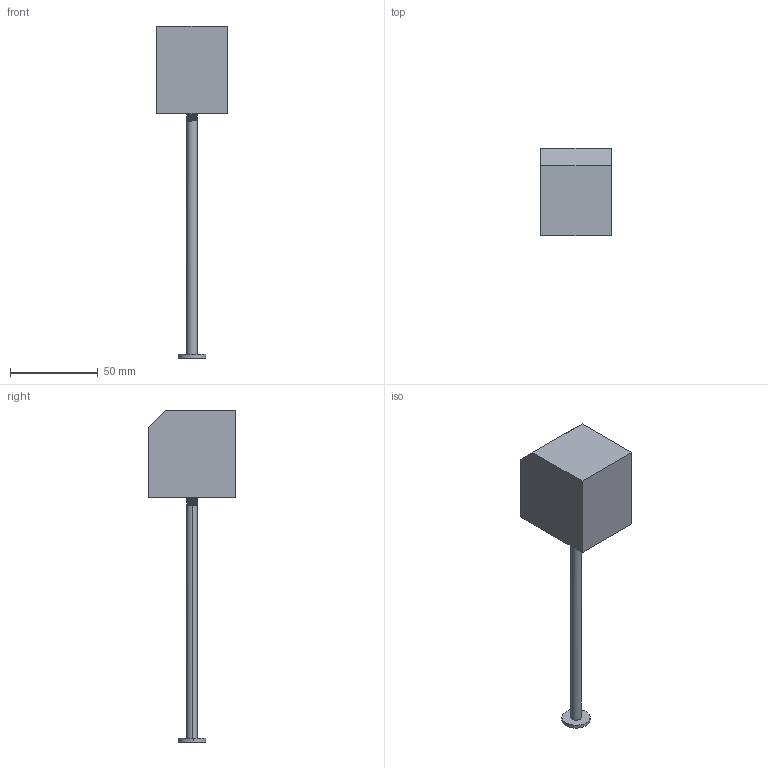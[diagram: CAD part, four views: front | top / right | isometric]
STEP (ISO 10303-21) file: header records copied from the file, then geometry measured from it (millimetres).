
FILE_DESCRIPTION (( 'STEP AP203' ), '1' );
FILE_NAME ('Feeder_Default_sldprt.STEP', '2022-11-12T20:10:28', ( '' ), ( '' ), 'SwSTEP 2.0', 'SolidWorks 2022', '' );
FILE_SCHEMA (( 'CONFIG_CONTROL_DESIGN' ));
Length unit declared in the file: millimetre
Products named in the file (1): Feeder_Default_sldprt
Bounding box: 40 x 50 x 189.6 mm (x, y, z)
Volume: 101975.7 mm3; surface area: 16517.5 mm2
Topology: 2 solids, 2 shells, 77 faces, 208 edges, 135 vertices
Faces by surface type: cylinder 53, plane 13, bspline 6, cone 5
Entity records: 6119 total; most frequent: CARTESIAN_POINT 4446, ORIENTED_EDGE 412, DIRECTION 256, EDGE_CURVE 206, VERTEX_POINT 135, AXIS2_PLACEMENT_3D 86, VECTOR 84, LINE 84
